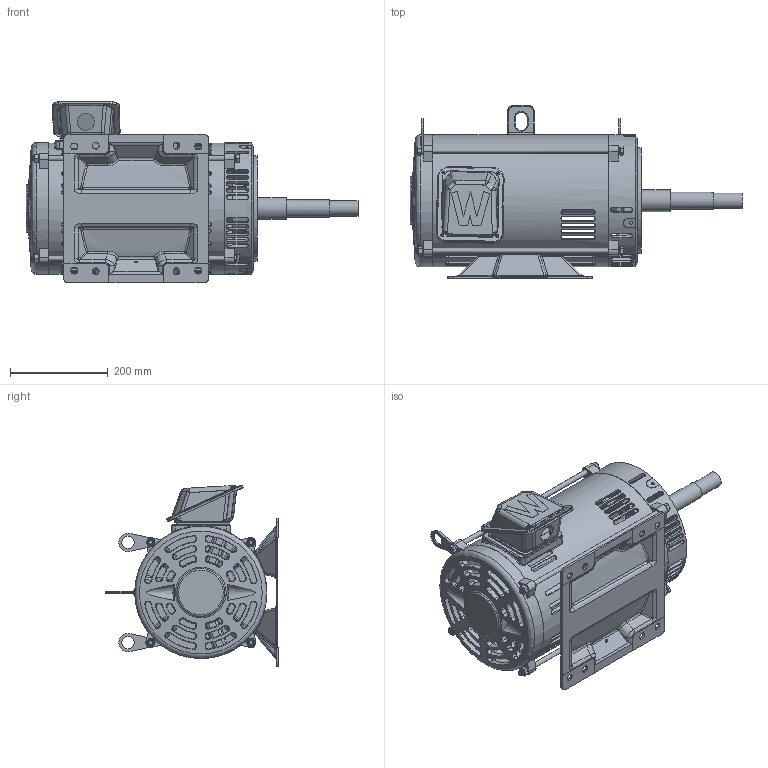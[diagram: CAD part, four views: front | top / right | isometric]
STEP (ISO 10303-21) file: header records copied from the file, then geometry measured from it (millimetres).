
FILE_DESCRIPTION(/* description */ (''),/* implementation_level */ '2;1');
FILE_NAME(/* name */ '250JP总装_stp.stp',/* time_stamp */ '2018-11-14T14:17:01+08:00',/* author */ (''),/* organization */ (''),/* preprocessor_version */ 'ST-DEVELOPER v16',/* originating_system */ 'SIEMENS PLM Software NX 11.0',/* authorisation */ '');
FILE_SCHEMA (('AUTOMOTIVE_DESIGN { 1 0 10303 214 3 1 1 1 }'));
Length unit declared in the file: millimetre
Products named in the file (1): 250JP总装_stp
Bounding box: 679.33 x 353.8 x 371.72 mm (x, y, z)
Volume: 4556143 mm3; surface area: 1615748.8 mm2
Topology: 21 solids, 22 shells, 2251 faces, 5940 edges, 3679 vertices
Faces by surface type: cylinder 904, plane 608, bspline 266, cone 266, torus 104, sphere 60, extrusion 43
Full cylindrical faces by diameter (mm): 3.3 x4, 3.7 x2, 4.2 x8, 6 x7, 7 x2, 8 x4, 9 x2, 10 x8, 10.3 x8, 10.5 x8, 14 x8, 25 x2, 34.92 x1, 35 x2, 40 x1, 44.5 x1, 45 x1, 45.5 x1, 49.8 x1, 50 x1, 52 x1, 55 x1, 60 x1, 70 x1, 80 x1, 82 x1, 90 x1, 98 x1, 100 x1, 166 x1
Entity records: 89444 total; most frequent: CARTESIAN_POINT 39183, ORIENTED_EDGE 11384, DIRECTION 9244, EDGE_CURVE 5692, VERTEX_POINT 3628, AXIS2_PLACEMENT_3D 3485, EDGE_LOOP 2634, VECTOR 2274
